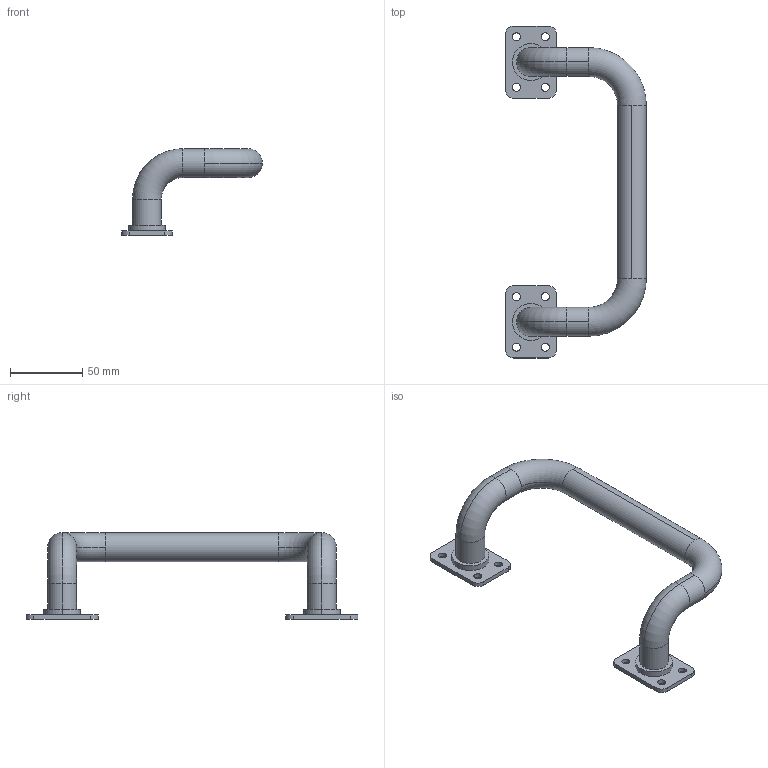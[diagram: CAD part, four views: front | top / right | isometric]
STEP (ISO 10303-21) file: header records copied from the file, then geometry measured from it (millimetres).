
FILE_DESCRIPTION (( 'STEP AP203' ), '1' );
FILE_NAME ('491.STEP', '2020-11-19T15:14:23', ( '' ), ( '' ), 'SwSTEP 2.0', 'SolidWorks 2018', '' );
FILE_SCHEMA (( 'CONFIG_CONTROL_DESIGN' ));
Length unit declared in the file: millimetre
Products named in the file (2): 491
Bounding box: 97.5 x 230 x 60 mm (x, y, z)
Volume: 51601.4 mm3; surface area: 48785.9 mm2
Topology: 1 solids, 1 shells, 227 faces, 599 edges, 394 vertices
Faces by surface type: plane 106, bspline 57, cylinder 48, torus 16
Entity records: 9974 total; most frequent: CARTESIAN_POINT 4431, ORIENTED_EDGE 1198, DIRECTION 957, EDGE_CURVE 599, VERTEX_POINT 394, LINE 357, VECTOR 357, AXIS2_PLACEMENT_3D 300
